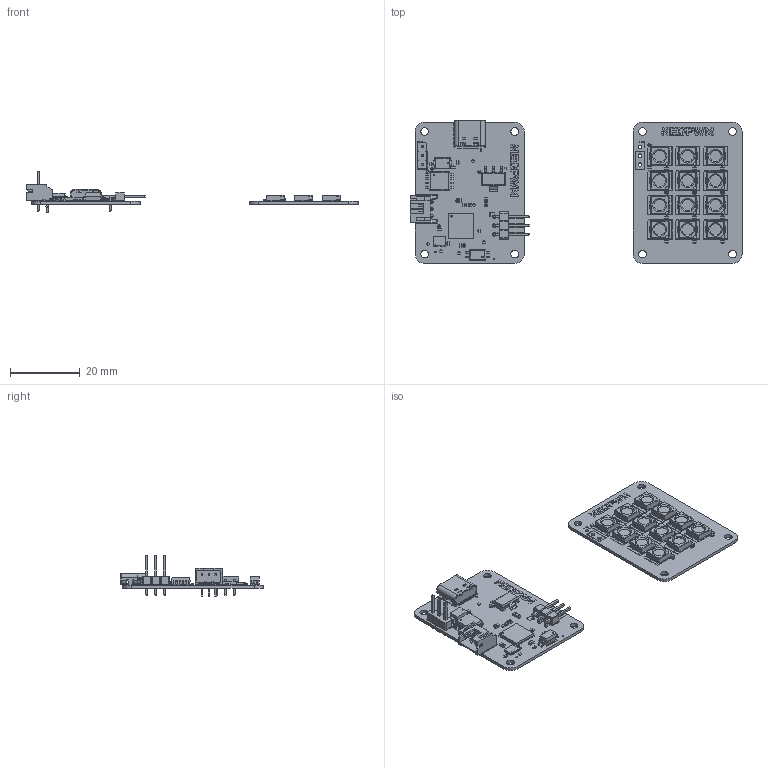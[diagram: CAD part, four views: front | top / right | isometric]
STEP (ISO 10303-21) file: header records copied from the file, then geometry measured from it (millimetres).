
FILE_DESCRIPTION(('KiCad electronic assembly'),'2;1');
FILE_NAME('NeoPWM.step','2025-06-02T20:18:41',('Pcbnew'),('Kicad'), 'Open CASCADE STEP processor 7.8','KiCad to STEP converter','Unknown' );
FILE_SCHEMA(('AUTOMOTIVE_DESIGN { 1 0 10303 214 1 1 1 1 }'));
Length unit declared in the file: millimetre
Products named in the file (18): NeoPWM 1; C_0402_1005Metric; PinHeader_1x03_P2.54mm_Vertical; LED_SK6812_PLCC4_5.0x5.0mm_P3.2mm; SOT-223; R_0402_1005Metric; PinHeader_1x03_P2.54mm_Horizontal; JST_PH_S3B-PH-K_1x03_P2.00mm_Horizontal; QFN-56-1EP_7x7mm_P0.4mm_EP5.6x5.6mm; LTV-217-B-G; ABM8-272-T3_ABR; SW_TS-1088_XNP; SOIC-8_5.3x5.3mm_P1.27mm; TYPE-C-31-M-12; NeoPWM_silkscreen; NeoPWM_PCB_1; NeoPWM_PCB_2
Assembly tree (65 placements, depth 3):
  NeoPWM 1
    C_0402_1005Metric  x29
    PinHeader_1x03_P2.54mm_Vertical
    LED_SK6812_PLCC4_5.0x5.0mm_P3.2mm  x12
    SOT-223
    R_0402_1005Metric  x10
    PinHeader_1x03_P2.54mm_Horizontal
    JST_PH_S3B-PH-K_1x03_P2.00mm_Horizontal
    QFN-56-1EP_7x7mm_P0.4mm_EP5.6x5.6mm
    LTV-217-B-G
    ABM8-272-T3_ABR
    SW_TS-1088_XNP
    SOIC-8_5.3x5.3mm_P1.27mm
    TYPE-C-31-M-12
      TYPE-C-31-M-12
    NeoPWM_silkscreen
    NeoPWM_PCB_1
    NeoPWM_PCB_2
Bounding box: 95.1 x 40.98 x 11.94 mm (x, y, z)
Volume: 3244.5 mm3; surface area: 8338.2 mm2
Topology: 117 solids, 273 shells, 3809 faces, 10980 edges, 7609 vertices
Faces by surface type: plane 2756, cylinder 997, cone 32, bspline 24
Full cylindrical faces by diameter (mm): 0.13 x1, 0.199 x1, 0.35 x9, 0.5 x1, 0.6 x2, 0.75 x3, 1 x9, 2.2 x8, 3.333 x12
Entity records: 78716 total; most frequent: CARTESIAN_POINT 13049, DIRECTION 11210, ORIENTED_EDGE 11043, EDGE_CURVE 6141, LINE 5030, VECTOR 5030, VERTEX_POINT 4417, AXIS2_PLACEMENT_3D 3090
